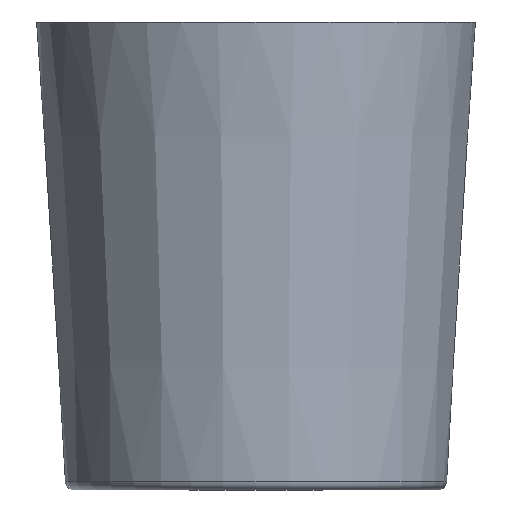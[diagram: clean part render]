
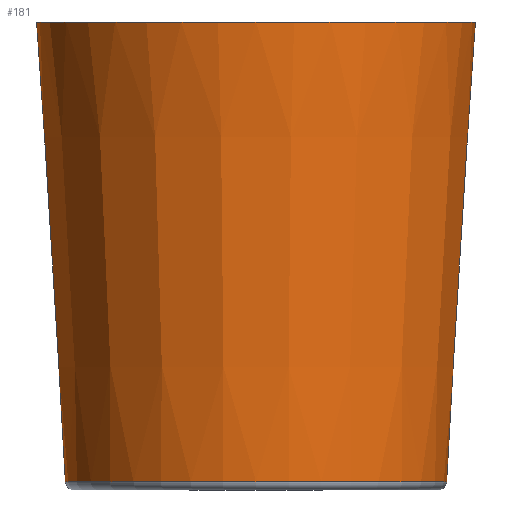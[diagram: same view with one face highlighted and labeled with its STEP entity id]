
A CAD part, left-side view. The second image highlights one B-rep face of the part: STEP entity #181.
In plain terms, the highlighted conical face has half-angle 3.576 degrees and reference radius 700.879 mm.
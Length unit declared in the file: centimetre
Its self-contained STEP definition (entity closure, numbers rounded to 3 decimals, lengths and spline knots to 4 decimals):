
#24=CONICAL_SURFACE('',#207,70.0879,0.062);
#32=LINE('',#325,#40);
#40=VECTOR('',#272,70.0879);
#58=FACE_OUTER_BOUND('',#73,.T.);
#73=EDGE_LOOP('',(#158,#159,#160,#161,#162));
#85=CIRCLE('',#206,75.);
#86=CIRCLE('',#208,65.1758);
#87=CIRCLE('',#209,65.1758);
#99=VERTEX_POINT('',#318);
#100=VERTEX_POINT('',#321);
#101=VERTEX_POINT('',#322);
#119=EDGE_CURVE('',#99,#99,#85,.T.);
#120=EDGE_CURVE('',#100,#101,#86,.T.);
#121=EDGE_CURVE('',#101,#100,#87,.T.);
#122=EDGE_CURVE('',#101,#99,#32,.T.);
#158=ORIENTED_EDGE('',*,*,#120,.F.);
#159=ORIENTED_EDGE('',*,*,#121,.F.);
#160=ORIENTED_EDGE('',*,*,#122,.T.);
#161=ORIENTED_EDGE('',*,*,#119,.T.);
#162=ORIENTED_EDGE('',*,*,#122,.F.);
#181=ADVANCED_FACE('',(#58),#24,.T.);
#206=AXIS2_PLACEMENT_3D('',#319,#264,#265);
#207=AXIS2_PLACEMENT_3D('',#320,#266,#267);
#208=AXIS2_PLACEMENT_3D('',#323,#268,#269);
#209=AXIS2_PLACEMENT_3D('',#324,#270,#271);
#264=DIRECTION('center_axis',(0.,0.,
-1.));
#265=DIRECTION('ref_axis',(-1.,0.,0.));
#266=DIRECTION('center_axis',(0.,0.,
1.));
#267=DIRECTION('ref_axis',(-1.,0.,0.));
#268=DIRECTION('center_axis',(0.,0.,
-1.));
#269=DIRECTION('ref_axis',(-1.,0.,0.));
#270=DIRECTION('center_axis',(0.,0.,
-1.));
#271=DIRECTION('ref_axis',(-1.,0.,0.));
#272=DIRECTION('',(0.062,0.,0.998));
#318=CARTESIAN_POINT('',(279.0058,-0.7846,80.));
#319=CARTESIAN_POINT('Origin',(204.0058,-0.7846,80.));
#320=CARTESIAN_POINT('Origin',(204.0058,-0.7846,1.4064));
#321=CARTESIAN_POINT('',(204.0058,-65.9604,-77.1871));
#322=CARTESIAN_POINT('',(269.1816,-0.7846,-77.1871));
#323=CARTESIAN_POINT('Origin',(204.0058,-0.7846,-77.1871));
#324=CARTESIAN_POINT('Origin',(204.0058,-0.7846,-77.1871));
#325=CARTESIAN_POINT('',(274.0937,-0.7846,1.4064));
